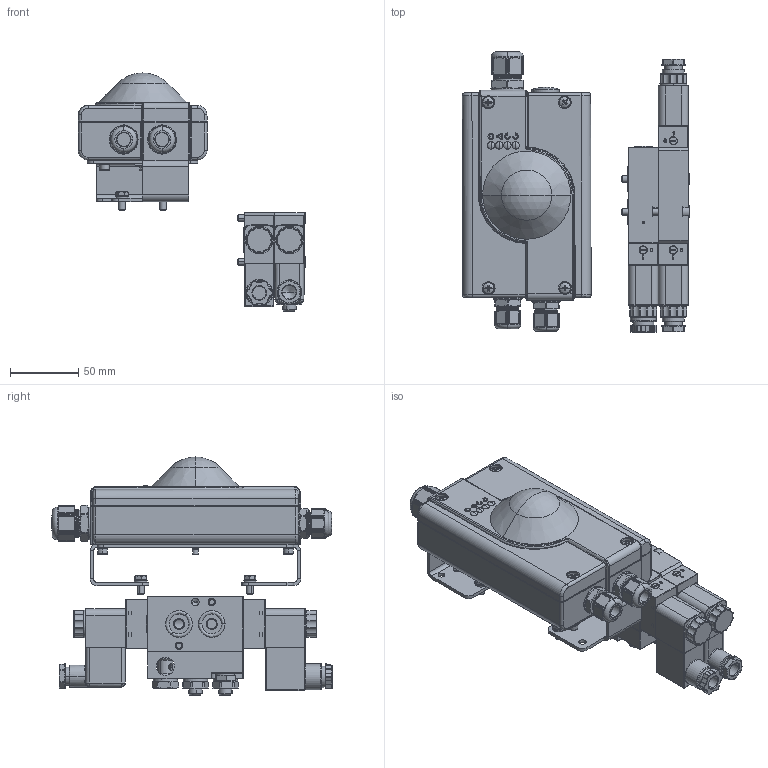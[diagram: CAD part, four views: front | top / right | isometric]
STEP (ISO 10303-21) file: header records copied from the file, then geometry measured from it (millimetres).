
FILE_DESCRIPTION(('HOOPS Exchange Step'),'2;1');
FILE_NAME('60101997_Magnetventilgruppe zu PN2-E-M.stp','2024-12-16T14:45:45+01:00',('nieru'),('Unknown organisation'),'HOOPS Exchange 2024.2','HOOPS Exchange','Unknown authorisation');
FILE_SCHEMA( ('AP203_CONFIGURATION_CONTROLLED_3D_DESIGN_OF_MECHANICAL_PARTS_AND_ASSEMBLIES_MIM_LF') );
Length unit declared in the file: millimetre
Products named in the file (3): 0; root
Assembly tree (2 placements, depth 2):
  root
    0
    0
Bounding box: 166.5 x 204.94 x 174.23 mm (x, y, z)
Volume: 1017863.7 mm3; surface area: 247758.2 mm2
Topology: 85 solids, 85 shells, 3362 faces, 8476 edges, 5315 vertices
Faces by surface type: plane 1419, cylinder 916, bspline 361, torus 354, cone 217, sphere 95
Full cylindrical faces by diameter (mm): 5.5 x3, 6 x3, 10 x1, 11.445 x1, 13.15 x1, 15.487 x6, 15.6 x1, 16 x1, 17.9 x1, 19 x1, 19.358 x3, 54 x1, 56.5 x1
Entity records: 159678 total; most frequent: CARTESIAN_POINT 81698, ORIENTED_EDGE 16738, DIRECTION 15593, EDGE_CURVE 8369, AXIS2_PLACEMENT_3D 6018, VERTEX_POINT 5315, EDGE_LOOP 3566, FACE_BOUND 3566
